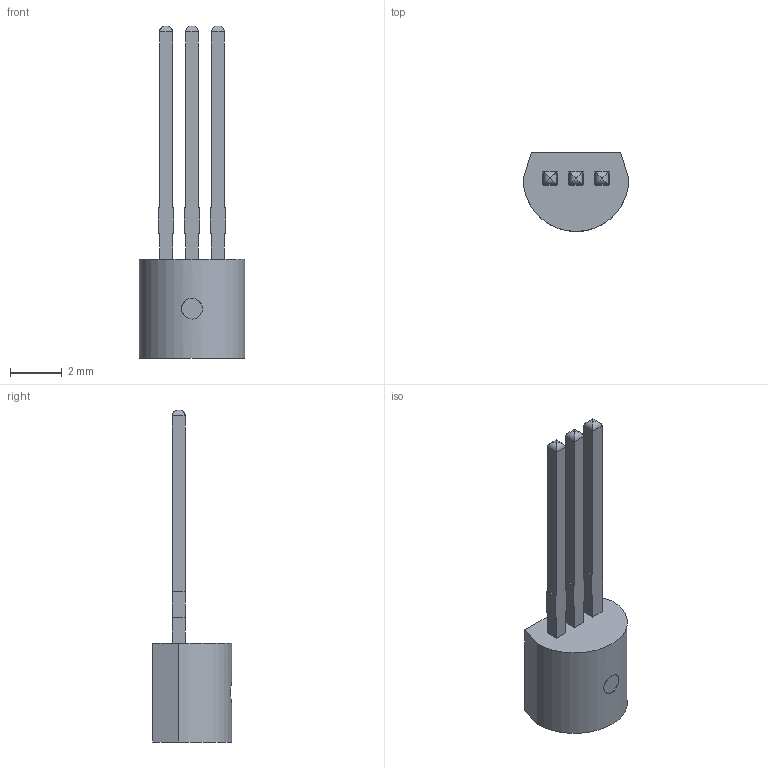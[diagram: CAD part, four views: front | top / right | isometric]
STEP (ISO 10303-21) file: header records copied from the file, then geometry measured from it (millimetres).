
FILE_DESCRIPTION(/* description */ (''),/* implementation_level */ '2;1');
FILE_NAME(/* name */ 'BC559B.step',/* time_stamp */ '2019-09-17T13:01:57-05:00',/* author */ (''),/* organization */ (''),/* preprocessor_version */ 'ST-DEVELOPER v18',/* originating_system */ 'Autodesk Translation Framework v8.6.0.1094',/* authorisation */ '');
FILE_SCHEMA (('AUTOMOTIVE_DESIGN { 1 0 10303 214 3 1 1 }'));
Length unit declared in the file: millimetre
Products named in the file (1): (Unsaved)
Bounding box: 4.08 x 3.05 x 12.8 mm (x, y, z)
Volume: 45.9 mm3; surface area: 120.4 mm2
Topology: 1 solids, 1 shells, 201 faces, 542 edges, 358 vertices
Faces by surface type: plane 98, bspline 89, cylinder 14
Full cylindrical faces by diameter (mm): 0.8 x1
Entity records: 9515 total; most frequent: CARTESIAN_POINT 4810, ORIENTED_EDGE 1084, DIRECTION 604, EDGE_CURVE 542, VERTEX_POINT 358, LINE 346, VECTOR 346, EDGE_LOOP 216
